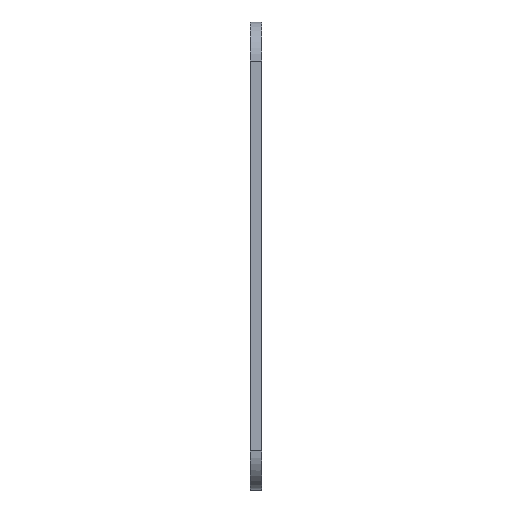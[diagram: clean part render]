
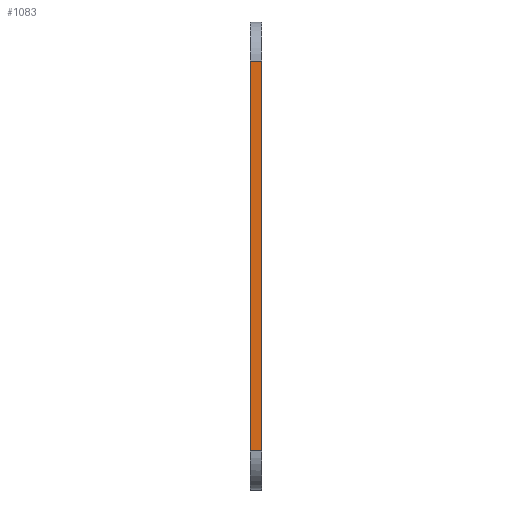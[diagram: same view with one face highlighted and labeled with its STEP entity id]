
A CAD part, front view. The second image highlights one B-rep face of the part: STEP entity #1083.
In plain terms, the highlighted planar face has unit normal (0, -1, 0).
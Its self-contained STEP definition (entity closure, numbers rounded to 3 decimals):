
#13 = AXIS2_PLACEMENT_3D ( 'NONE', #1350, #70, #78 ) ;
#70 = DIRECTION ( 'NONE',  ( 0., 1., 0. ) ) ;
#78 = DIRECTION ( 'NONE',  ( 0., 0., 1. ) ) ;
#132 = CARTESIAN_POINT ( 'NONE',  ( 1.5, -104.823, -22.816 ) ) ;
#148 = ORIENTED_EDGE ( 'NONE', *, *, #1186, .F. ) ;
#213 = DIRECTION ( 'NONE',  ( 0., 0., -1. ) ) ;
#476 = EDGE_CURVE ( 'NONE', #1290, #629, #592, .T. ) ;
#478 = CARTESIAN_POINT ( 'NONE',  ( 0., -104.823, -22.816 ) ) ;
#509 = VECTOR ( 'NONE', #213, 1000. ) ;
#592 = LINE ( 'NONE', #1247, #784 ) ;
#599 = PLANE ( 'NONE',  #13 ) ;
#629 = VERTEX_POINT ( 'NONE', #937 ) ;
#677 = CARTESIAN_POINT ( 'NONE',  ( 0., -104.823, 27.184 ) ) ;
#784 = VECTOR ( 'NONE', #911, 1000. ) ;
#812 = VECTOR ( 'NONE', #1322, 1000. ) ;
#814 = LINE ( 'NONE', #132, #1082 ) ;
#835 = EDGE_CURVE ( 'NONE', #1290, #1154, #1010, .T. ) ;
#871 = DIRECTION ( 'NONE',  ( -1., 0., 0. ) ) ;
#911 = DIRECTION ( 'NONE',  ( -1., 0., 0. ) ) ;
#934 = CARTESIAN_POINT ( 'NONE',  ( 1.5, -104.823, -22.816 ) ) ;
#937 = CARTESIAN_POINT ( 'NONE',  ( 0., -104.823, 27.184 ) ) ;
#945 = ORIENTED_EDGE ( 'NONE', *, *, #476, .T. ) ;
#984 = CARTESIAN_POINT ( 'NONE',  ( 1.5, -104.823, 27.184 ) ) ;
#985 = ORIENTED_EDGE ( 'NONE', *, *, #1324, .T. ) ;
#994 = ORIENTED_EDGE ( 'NONE', *, *, #835, .F. ) ;
#1010 = LINE ( 'NONE', #984, #509 ) ;
#1082 = VECTOR ( 'NONE', #871, 1000. ) ;
#1083 = ADVANCED_FACE ( 'NONE', ( #1291 ), #599, .F. ) ;
#1115 = LINE ( 'NONE', #677, #812 ) ;
#1134 = EDGE_LOOP ( 'NONE', ( #985, #148, #994, #945 ) ) ;
#1154 = VERTEX_POINT ( 'NONE', #934 ) ;
#1186 = EDGE_CURVE ( 'NONE', #1154, #1255, #814, .T. ) ;
#1204 = CARTESIAN_POINT ( 'NONE',  ( 1.5, -104.823, 27.184 ) ) ;
#1247 = CARTESIAN_POINT ( 'NONE',  ( 1.5, -104.823, 27.184 ) ) ;
#1255 = VERTEX_POINT ( 'NONE', #478 ) ;
#1290 = VERTEX_POINT ( 'NONE', #1204 ) ;
#1291 = FACE_OUTER_BOUND ( 'NONE', #1134, .T. ) ;
#1322 = DIRECTION ( 'NONE',  ( 0., 0., -1. ) ) ;
#1324 = EDGE_CURVE ( 'NONE', #629, #1255, #1115, .T. ) ;
#1350 = CARTESIAN_POINT ( 'NONE',  ( 1.5, -104.823, 27.184 ) ) ;
